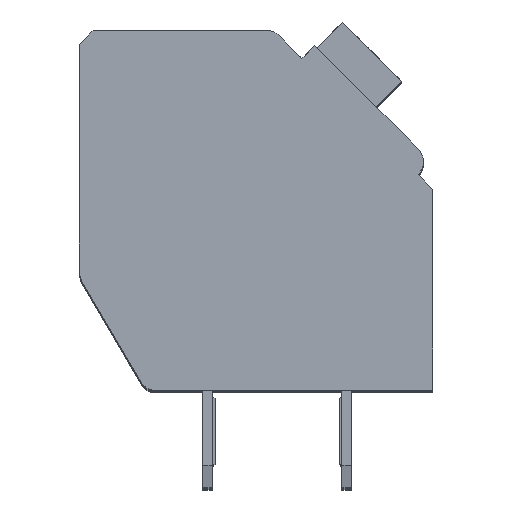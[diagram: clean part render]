
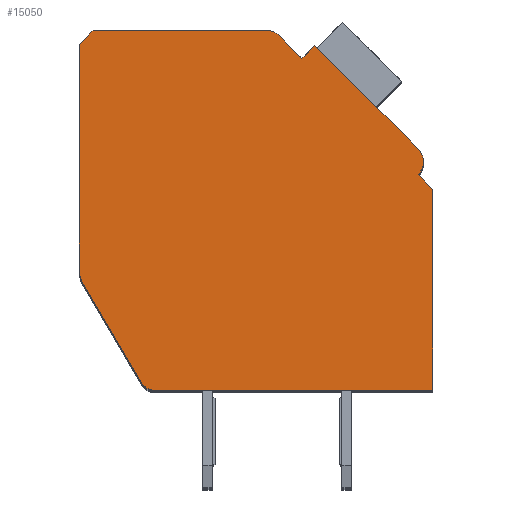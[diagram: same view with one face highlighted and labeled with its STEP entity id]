
A CAD part, top view. The second image highlights one B-rep face of the part: STEP entity #15050.
In plain terms, the highlighted planar face has unit normal (0, 0, 1).
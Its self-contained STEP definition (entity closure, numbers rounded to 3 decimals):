
#318=DIRECTION('',(0.,-1.,0.));
#319=VECTOR('',#318,8.053);
#320=CARTESIAN_POINT('',(-12.7,12.4,2.1));
#321=LINE('',#320,#319);
#322=DIRECTION('',(-0.707,-0.707,0.));
#323=VECTOR('',#322,0.707);
#324=CARTESIAN_POINT('',(-12.2,12.9,2.1));
#325=LINE('',#324,#323);
#326=DIRECTION('',(-1.,0.,0.));
#327=VECTOR('',#326,6.298);
#328=CARTESIAN_POINT('',(-5.902,12.9,2.1));
#329=LINE('',#328,#327);
#330=CARTESIAN_POINT('',(-5.902,12.4,2.1));
#331=DIRECTION('',(0.,0.,1.));
#332=DIRECTION('',(0.707,0.707,0.));
#333=AXIS2_PLACEMENT_3D('',#330,#331,#332);
#335=DIRECTION('',(-0.707,0.707,0.));
#336=VECTOR('',#335,1.197);
#337=CARTESIAN_POINT('',(-4.702,11.907,2.1));
#338=LINE('',#337,#336);
#339=DIRECTION('',(-0.707,-0.707,0.));
#340=VECTOR('',#339,0.65);
#341=CARTESIAN_POINT('',(-4.243,12.367,2.1));
#342=LINE('',#341,#340);
#343=DIRECTION('',(-0.707,0.707,0.));
#344=VECTOR('',#343,5.25);
#345=CARTESIAN_POINT('',(-0.53,8.655,2.1));
#346=LINE('',#345,#344);
#347=CARTESIAN_POINT('',(-0.99,8.195,2.1));
#348=DIRECTION('',(0.,0.,1.));
#349=DIRECTION('',(0.707,-0.707,0.));
#350=AXIS2_PLACEMENT_3D('',#347,#348,#349);
#352=DIRECTION('',(-0.707,0.707,0.));
#353=VECTOR('',#352,0.75);
#354=CARTESIAN_POINT('',(0.,7.205,2.1));
#355=LINE('',#354,#353);
#356=DIRECTION('',(0.,1.,0.));
#357=VECTOR('',#356,7.205);
#358=CARTESIAN_POINT('',(0.,0.,2.1));
#359=LINE('',#358,#357);
#360=DIRECTION('',(1.,0.,0.));
#361=VECTOR('',#360,10.014);
#362=CARTESIAN_POINT('',(-10.014,0.,2.1));
#363=LINE('',#362,#361);
#364=CARTESIAN_POINT('',(-10.014,0.5,2.1));
#365=DIRECTION('',(0.,0.,1.));
#366=DIRECTION('',(-0.862,-0.508,0.));
#367=AXIS2_PLACEMENT_3D('',#364,#365,#366);
#369=DIRECTION('',(0.508,-0.862,0.));
#370=VECTOR('',#369,4.17);
#371=CARTESIAN_POINT('',(-12.562,3.839,2.1));
#372=LINE('',#371,#370);
#373=CARTESIAN_POINT('',(-11.7,4.347,2.1));
#374=DIRECTION('',(0.,0.,1.));
#375=DIRECTION('',(-1.,0.,0.));
#376=AXIS2_PLACEMENT_3D('',#373,#374,#375);
#11287=CARTESIAN_POINT('',(-12.7,12.4,2.1));
#11288=CARTESIAN_POINT('',(-12.7,4.347,2.1));
#11289=VERTEX_POINT('',#11287);
#11290=VERTEX_POINT('',#11288);
#11291=CARTESIAN_POINT('',(-12.562,3.839,2.1));
#11292=VERTEX_POINT('',#11291);
#11293=CARTESIAN_POINT('',(-10.445,0.246,2.1));
#11294=VERTEX_POINT('',#11293);
#11295=CARTESIAN_POINT('',(-10.014,0.,2.1));
#11296=VERTEX_POINT('',#11295);
#11297=CARTESIAN_POINT('',(0.,0.,2.1));
#11298=VERTEX_POINT('',#11297);
#11299=CARTESIAN_POINT('',(0.,7.205,2.1));
#11300=VERTEX_POINT('',#11299);
#11301=CARTESIAN_POINT('',(-0.53,7.735,2.1));
#11302=VERTEX_POINT('',#11301);
#11303=CARTESIAN_POINT('',(-0.53,8.655,2.1));
#11304=VERTEX_POINT('',#11303);
#11305=CARTESIAN_POINT('',(-4.243,12.367,2.1));
#11306=VERTEX_POINT('',#11305);
#11307=CARTESIAN_POINT('',(-4.702,11.907,2.1));
#11308=VERTEX_POINT('',#11307);
#11309=CARTESIAN_POINT('',(-5.548,12.754,2.1));
#11310=VERTEX_POINT('',#11309);
#11311=CARTESIAN_POINT('',(-5.902,12.9,2.1));
#11312=VERTEX_POINT('',#11311);
#11313=CARTESIAN_POINT('',(-12.2,12.9,2.1));
#11314=VERTEX_POINT('',#11313);
#15017=CARTESIAN_POINT('',(0.,0.,2.1));
#15018=DIRECTION('',(0.,0.,1.));
#15019=DIRECTION('',(1.,0.,0.));
#15020=AXIS2_PLACEMENT_3D('',#15017,#15018,#15019);
#15021=PLANE('',#15020);
#15022=ORIENTED_EDGE('',*,*,#14747,.F.);
#15024=ORIENTED_EDGE('',*,*,#15023,.F.);
#15026=ORIENTED_EDGE('',*,*,#15025,.F.);
#15028=ORIENTED_EDGE('',*,*,#15027,.F.);
#15030=ORIENTED_EDGE('',*,*,#15029,.F.);
#15032=ORIENTED_EDGE('',*,*,#15031,.F.);
#15034=ORIENTED_EDGE('',*,*,#15033,.F.);
#15036=ORIENTED_EDGE('',*,*,#15035,.F.);
#15038=ORIENTED_EDGE('',*,*,#15037,.F.);
#15040=ORIENTED_EDGE('',*,*,#15039,.F.);
#15042=ORIENTED_EDGE('',*,*,#15041,.F.);
#15044=ORIENTED_EDGE('',*,*,#15043,.F.);
#15046=ORIENTED_EDGE('',*,*,#15045,.F.);
#15047=ORIENTED_EDGE('',*,*,#14860,.F.);
#15048=EDGE_LOOP('',(#15022,#15024,#15026,#15028,#15030,#15032,#15034,#15036,
#15038,#15040,#15042,#15044,#15046,#15047));
#15049=FACE_OUTER_BOUND('',#15048,.F.);
#334=CIRCLE('',#333,0.5);
#351=CIRCLE('',#350,0.65);
#368=CIRCLE('',#367,0.5);
#377=CIRCLE('',#376,1.);
#14747=EDGE_CURVE('',#11289,#11290,#321,.T.);
#14860=EDGE_CURVE('',#11290,#11292,#377,.T.);
#15023=EDGE_CURVE('',#11314,#11289,#325,.T.);
#15025=EDGE_CURVE('',#11312,#11314,#329,.T.);
#15027=EDGE_CURVE('',#11310,#11312,#334,.T.);
#15029=EDGE_CURVE('',#11308,#11310,#338,.T.);
#15031=EDGE_CURVE('',#11306,#11308,#342,.T.);
#15033=EDGE_CURVE('',#11304,#11306,#346,.T.);
#15035=EDGE_CURVE('',#11302,#11304,#351,.T.);
#15037=EDGE_CURVE('',#11300,#11302,#355,.T.);
#15039=EDGE_CURVE('',#11298,#11300,#359,.T.);
#15041=EDGE_CURVE('',#11296,#11298,#363,.T.);
#15043=EDGE_CURVE('',#11294,#11296,#368,.T.);
#15045=EDGE_CURVE('',#11292,#11294,#372,.T.);
#15050=ADVANCED_FACE('',(#15049),#15021,.T.);
